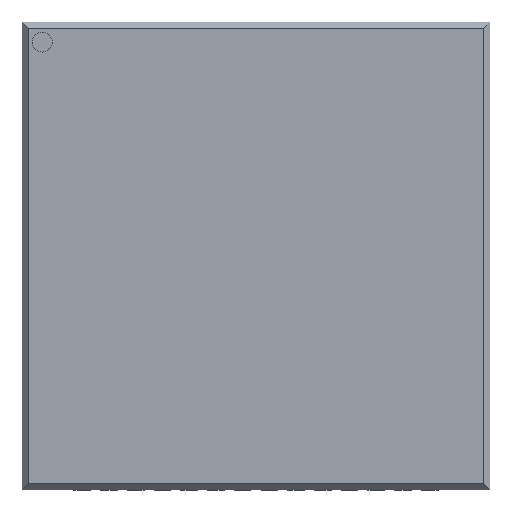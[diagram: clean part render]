
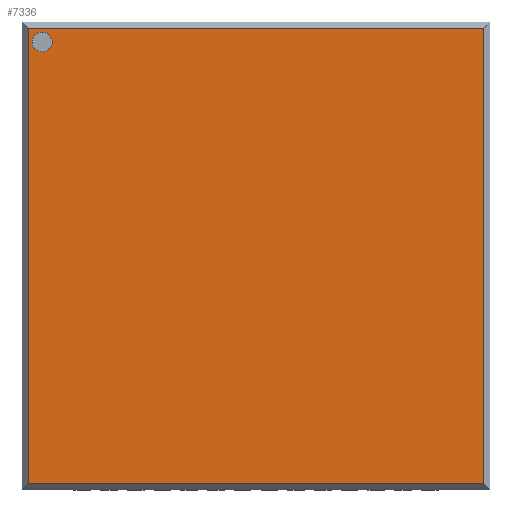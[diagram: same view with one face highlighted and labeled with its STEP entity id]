
A CAD part, top view. The second image highlights one B-rep face of the part: STEP entity #7336.
In plain terms, the highlighted planar face has unit normal (0, 0, 1).
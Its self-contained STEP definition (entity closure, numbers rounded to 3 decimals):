
#133=FACE_BOUND('',#1018,.T.);
#141=PLANE('',#7876);
#551=FACE_OUTER_BOUND('',#1017,.T.);
#1017=EDGE_LOOP('',(#5214,#5215,#5216,#5217));
#1018=EDGE_LOOP('',(#5218));
#1477=LINE('',#10554,#2406);
#1482=LINE('',#10564,#2411);
#1484=LINE('',#10568,#2413);
#1487=LINE('',#10573,#2416);
#2406=VECTOR('',#8462,10.);
#2411=VECTOR('',#8469,10.);
#2413=VECTOR('',#8473,10.);
#2416=VECTOR('',#8478,10.);
#3334=CIRCLE('',#7867,0.15);
#3448=VERTEX_POINT('',#10545);
#3450=VERTEX_POINT('',#10552);
#3451=VERTEX_POINT('',#10553);
#3455=VERTEX_POINT('',#10563);
#3456=VERTEX_POINT('',#10567);
#4142=EDGE_CURVE('',#3448,#3448,#3334,.T.);
#4145=EDGE_CURVE('',#3450,#3451,#1477,.T.);
#4150=EDGE_CURVE('',#3451,#3455,#1482,.T.);
#4152=EDGE_CURVE('',#3456,#3450,#1484,.T.);
#4155=EDGE_CURVE('',#3455,#3456,#1487,.T.);
#5214=ORIENTED_EDGE('',*,*,#4145,.F.);
#5215=ORIENTED_EDGE('',*,*,#4152,.F.);
#5216=ORIENTED_EDGE('',*,*,#4155,.F.);
#5217=ORIENTED_EDGE('',*,*,#4150,.F.);
#5218=ORIENTED_EDGE('',*,*,#4142,.T.);
#7336=ADVANCED_FACE('',(#551,#133),#141,.T.);
#7867=AXIS2_PLACEMENT_3D('',#10546,#8453,#8454);
#7876=AXIS2_PLACEMENT_3D('',#10585,#8489,#8490);
#8453=DIRECTION('center_axis',(0.,0.,-1.));
#8454=DIRECTION('ref_axis',(1.,0.,0.));
#8462=DIRECTION('',(0.,-1.,0.));
#8469=DIRECTION('',(-1.,0.,0.));
#8473=DIRECTION('',(1.,0.,0.));
#8478=DIRECTION('',(0.,1.,0.));
#8489=DIRECTION('center_axis',(0.,0.,1.));
#8490=DIRECTION('ref_axis',(1.,0.,0.));
#10545=CARTESIAN_POINT('',(-3.35,3.2,1.));
#10546=CARTESIAN_POINT('Origin',(-3.2,3.2,1.));
#10552=CARTESIAN_POINT('',(3.405,3.405,1.));
#10553=CARTESIAN_POINT('',(3.405,-3.405,1.));
#10554=CARTESIAN_POINT('',(3.405,1.75,1.));
#10563=CARTESIAN_POINT('',(-3.405,-3.405,1.));
#10564=CARTESIAN_POINT('',(1.75,-3.405,1.));
#10567=CARTESIAN_POINT('',(-3.405,3.405,1.));
#10568=CARTESIAN_POINT('',(-1.75,3.405,1.));
#10573=CARTESIAN_POINT('',(-3.405,-1.75,1.));
#10585=CARTESIAN_POINT('Origin',(0.,0.,1.));
